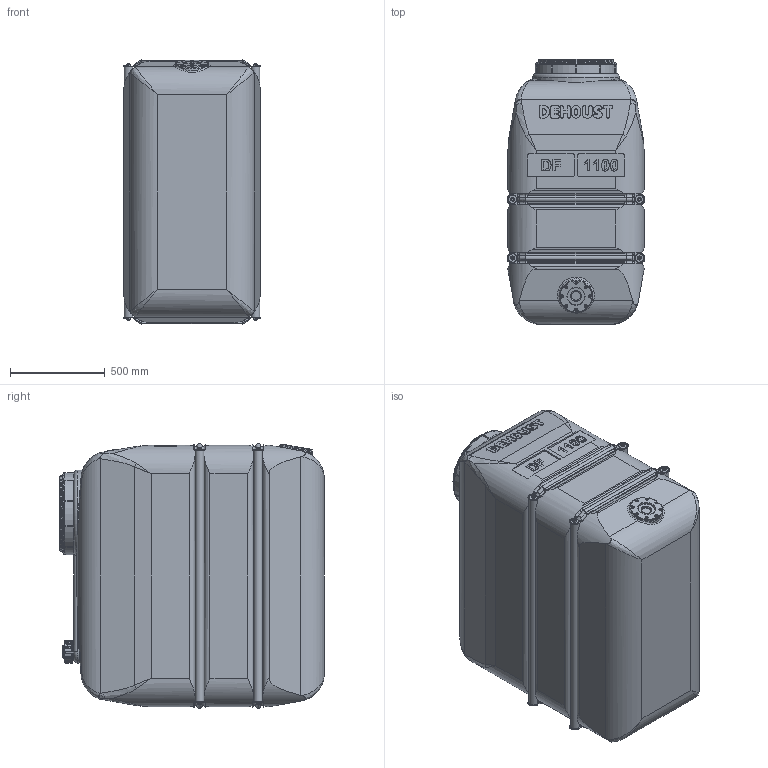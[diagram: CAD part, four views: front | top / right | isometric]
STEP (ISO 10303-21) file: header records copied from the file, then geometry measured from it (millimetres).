
FILE_DESCRIPTION(/* description */ (''),/* implementation_level */ '2;1');
FILE_NAME(/* name */ 'D625970_-DF-1100.stp',/* time_stamp */ '2023-11-02T14:53:13+01:00',/* author */ ('sk'),/* organization */ (''),/* preprocessor_version */ 'ST-DEVELOPER v18.1',/* originating_system */ 'Autodesk Inventor 2022',/* authorisation */ '');
FILE_SCHEMA (('AUTOMOTIVE_DESIGN { 1 0 10303 214 3 1 1 }'));
Products named in the file (1): D625970_-DF-1100
Bounding box: 727 x 1399.5 x 1399.75 mm (x, y, z)
Volume: 1185566457.7 mm3; surface area: 9097894.9 mm2
Topology: 5 solids, 16 shells, 1421 faces, 3722 edges, 2333 vertices
Faces by surface type: plane 583, cylinder 385, bspline 270, cone 93, torus 84, sphere 6
Full cylindrical faces by diameter (mm): 7 x8, 8 x8, 11.053 x8, 12 x16, 17.2 x8, 44 x4, 46 x4, 48 x1, 56 x1, 56.656 x1, 58.5 x1, 61 x1, 64 x1, 65 x1, 66 x1, 73 x1, 76 x1, 83.5 x1, 85 x1, 86 x1, 86.2 x1, 90 x3, 92 x1, 99.5 x4, 102 x1, 120 x1, 154 x1, 362.022 x1, 366.022 x1, 395 x1
Entity records: 54453 total; most frequent: CARTESIAN_POINT 19334, ORIENTED_EDGE 7420, DIRECTION 6524, EDGE_CURVE 3710, AXIS2_PLACEMENT_3D 2395, VERTEX_POINT 2337, LINE 1734, VECTOR 1734
